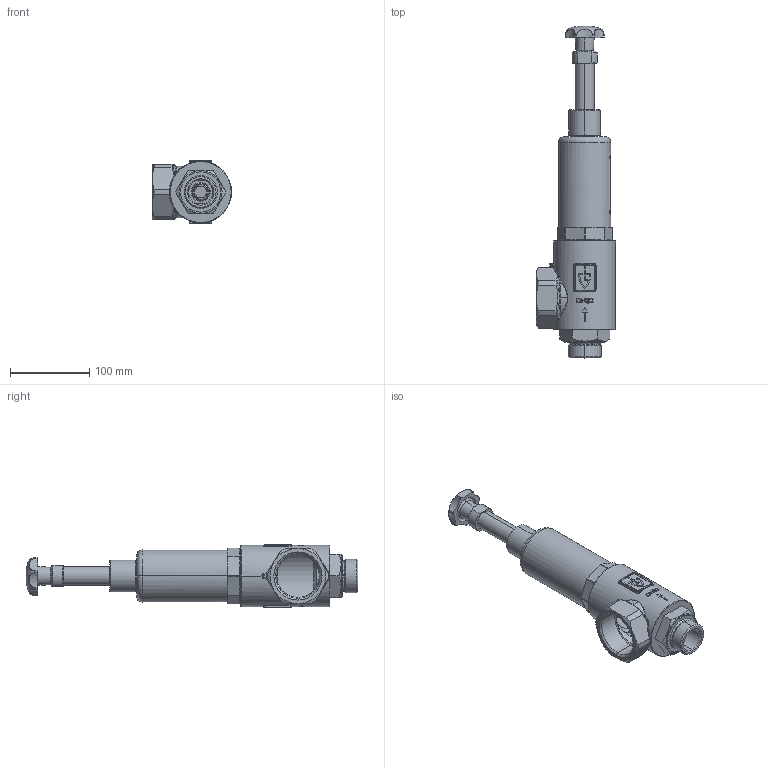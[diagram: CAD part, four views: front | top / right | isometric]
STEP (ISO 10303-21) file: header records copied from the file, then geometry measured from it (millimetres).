
FILE_DESCRIPTION (( 'STEP AP214' ), '1' );
FILE_NAME ('453bGFO-32-M-F-32-50.STEP', '2023-12-01T08:36:15', ( '' ), ( '' ), 'SwSTEP 2.0', 'SolidWorks 2022', '' );
FILE_SCHEMA (( 'AUTOMOTIVE_DESIGN' ));
Length unit declared in the file: millimetre
Products named in the file (1): 453bGFO-32-M-F-32-50
Bounding box: 100 x 420.02 x 79 mm (x, y, z)
Volume: 444578.7 mm3; surface area: 183881.6 mm2
Topology: 7 solids, 7 shells, 641 faces, 1559 edges, 967 vertices
Faces by surface type: plane 211, cylinder 158, bspline 134, cone 73, torus 59, sphere 6
Entity records: 31759 total; most frequent: CARTESIAN_POINT 10377, ORIENTED_EDGE 3110, DIRECTION 2796, EDGE_CURVE 1555, AXIS2_PLACEMENT_3D 1094, VERTEX_POINT 967, EDGE_LOOP 696, UNCERTAINTY_MEASURE_WITH_UNIT 650
